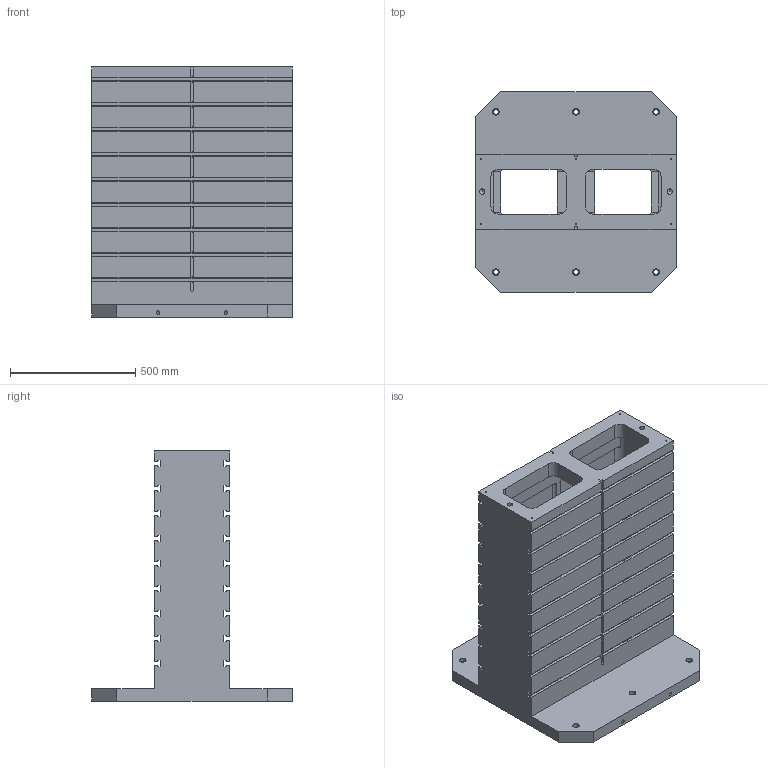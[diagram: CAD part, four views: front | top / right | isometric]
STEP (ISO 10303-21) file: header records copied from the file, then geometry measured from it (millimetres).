
FILE_DESCRIPTION( ( 'Unknown' ), '1' );
FILE_NAME( 'BP12-800800-1000-14.stp', 'Unknown', ( 'S.C.H' ), ( 'Unknown' ), 'XStep 1.0', 'Unknown', ' ' );
FILE_SCHEMA( ( 'CONFIG_CONTROL_DESIGN' ) );
Length unit declared in the file: millimetre
Products named in the file (1): 1
Bounding box: 800 x 800 x 1000 mm (x, y, z)
Volume: 106977165.1 mm3; surface area: 6362034.6 mm2
Topology: 1 solids, 1 shells, 654 faces, 1838 edges, 1156 vertices
Faces by surface type: plane 378, cylinder 153, torus 80, sphere 32, cone 11
Full cylindrical faces by diameter (mm): 5 x6, 14 x3, 18 x6, 21 x2, 26 x6
Entity records: 22620 total; most frequent: CARTESIAN_POINT 6032, ORIENTED_EDGE 3500, DIRECTION 3334, EDGE_CURVE 1750, LINE 1280, VECTOR 1280, VERTEX_POINT 1145, AXIS2_PLACEMENT_3D 1027
